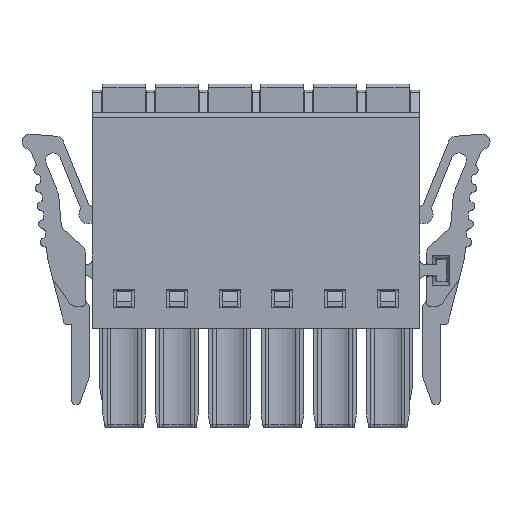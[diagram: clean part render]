
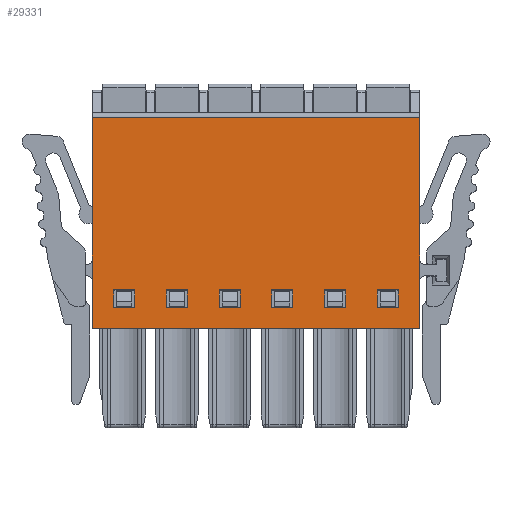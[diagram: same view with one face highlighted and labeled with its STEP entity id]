
A CAD part, front view. The second image highlights one B-rep face of the part: STEP entity #29331.
In plain terms, the highlighted planar face has unit normal (0, -1, 0).
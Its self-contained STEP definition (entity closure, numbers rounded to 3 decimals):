
#124=DIRECTION('',(0.,0.,-1.));
#125=VECTOR('',#124,14.);
#126=CARTESIAN_POINT('',(-2.1,-2.05,-0.3));
#127=LINE('',#126,#125);
#5278=DIRECTION('',(0.,0.,-1.));
#5279=VECTOR('',#5278,1.15);
#5280=CARTESIAN_POINT('',(16.8,-2.05,-11.75));
#5281=LINE('',#5280,#5279);
#5282=DIRECTION('',(1.,0.,0.));
#5283=VECTOR('',#5282,1.4);
#5284=CARTESIAN_POINT('',(16.8,-2.05,-12.9));
#5285=LINE('',#5284,#5283);
#5286=DIRECTION('',(0.,0.,-1.));
#5287=VECTOR('',#5286,1.15);
#5288=CARTESIAN_POINT('',(18.2,-2.05,-11.75));
#5289=LINE('',#5288,#5287);
#5290=DIRECTION('',(1.,0.,0.));
#5291=VECTOR('',#5290,1.4);
#5292=CARTESIAN_POINT('',(16.8,-2.05,-11.75));
#5293=LINE('',#5292,#5291);
#5294=DIRECTION('',(0.,0.,-1.));
#5295=VECTOR('',#5294,1.15);
#5296=CARTESIAN_POINT('',(13.3,-2.05,-11.75));
#5297=LINE('',#5296,#5295);
#5298=DIRECTION('',(1.,0.,0.));
#5299=VECTOR('',#5298,1.4);
#5300=CARTESIAN_POINT('',(13.3,-2.05,-12.9));
#5301=LINE('',#5300,#5299);
#5302=DIRECTION('',(0.,0.,-1.));
#5303=VECTOR('',#5302,1.15);
#5304=CARTESIAN_POINT('',(14.7,-2.05,-11.75));
#5305=LINE('',#5304,#5303);
#5306=DIRECTION('',(1.,0.,0.));
#5307=VECTOR('',#5306,1.4);
#5308=CARTESIAN_POINT('',(13.3,-2.05,-11.75));
#5309=LINE('',#5308,#5307);
#5310=DIRECTION('',(0.,0.,-1.));
#5311=VECTOR('',#5310,1.15);
#5312=CARTESIAN_POINT('',(9.8,-2.05,-11.75));
#5313=LINE('',#5312,#5311);
#5314=DIRECTION('',(1.,0.,0.));
#5315=VECTOR('',#5314,1.4);
#5316=CARTESIAN_POINT('',(9.8,-2.05,-12.9));
#5317=LINE('',#5316,#5315);
#5318=DIRECTION('',(0.,0.,-1.));
#5319=VECTOR('',#5318,1.15);
#5320=CARTESIAN_POINT('',(11.2,-2.05,-11.75));
#5321=LINE('',#5320,#5319);
#5322=DIRECTION('',(1.,0.,0.));
#5323=VECTOR('',#5322,1.4);
#5324=CARTESIAN_POINT('',(9.8,-2.05,-11.75));
#5325=LINE('',#5324,#5323);
#5326=DIRECTION('',(0.,0.,-1.));
#5327=VECTOR('',#5326,1.15);
#5328=CARTESIAN_POINT('',(6.3,-2.05,-11.75));
#5329=LINE('',#5328,#5327);
#5330=DIRECTION('',(1.,0.,0.));
#5331=VECTOR('',#5330,1.4);
#5332=CARTESIAN_POINT('',(6.3,-2.05,-12.9));
#5333=LINE('',#5332,#5331);
#5334=DIRECTION('',(0.,0.,-1.));
#5335=VECTOR('',#5334,1.15);
#5336=CARTESIAN_POINT('',(7.7,-2.05,-11.75));
#5337=LINE('',#5336,#5335);
#5338=DIRECTION('',(1.,0.,0.));
#5339=VECTOR('',#5338,1.4);
#5340=CARTESIAN_POINT('',(6.3,-2.05,-11.75));
#5341=LINE('',#5340,#5339);
#5342=DIRECTION('',(0.,0.,-1.));
#5343=VECTOR('',#5342,1.15);
#5344=CARTESIAN_POINT('',(2.8,-2.05,-11.75));
#5345=LINE('',#5344,#5343);
#5346=DIRECTION('',(1.,0.,0.));
#5347=VECTOR('',#5346,1.4);
#5348=CARTESIAN_POINT('',(2.8,-2.05,-12.9));
#5349=LINE('',#5348,#5347);
#5350=DIRECTION('',(0.,0.,-1.));
#5351=VECTOR('',#5350,1.15);
#5352=CARTESIAN_POINT('',(4.2,-2.05,-11.75));
#5353=LINE('',#5352,#5351);
#5354=DIRECTION('',(1.,0.,0.));
#5355=VECTOR('',#5354,1.4);
#5356=CARTESIAN_POINT('',(2.8,-2.05,-11.75));
#5357=LINE('',#5356,#5355);
#5358=DIRECTION('',(0.,0.,-1.));
#5359=VECTOR('',#5358,1.15);
#5360=CARTESIAN_POINT('',(-0.7,-2.05,-11.75));
#5361=LINE('',#5360,#5359);
#5362=DIRECTION('',(1.,0.,0.));
#5363=VECTOR('',#5362,1.4);
#5364=CARTESIAN_POINT('',(-0.7,-2.05,-12.9));
#5365=LINE('',#5364,#5363);
#5366=DIRECTION('',(0.,0.,-1.));
#5367=VECTOR('',#5366,1.15);
#5368=CARTESIAN_POINT('',(0.7,-2.05,-11.75));
#5369=LINE('',#5368,#5367);
#5370=DIRECTION('',(1.,0.,0.));
#5371=VECTOR('',#5370,1.4);
#5372=CARTESIAN_POINT('',(-0.7,-2.05,-11.75));
#5373=LINE('',#5372,#5371);
#7930=DIRECTION('',(1.,0.,0.));
#7931=VECTOR('',#7930,21.7);
#7932=CARTESIAN_POINT('',(-2.1,-2.05,-14.3));
#7933=LINE('',#7932,#7931);
#7950=DIRECTION('',(0.,0.,-1.));
#7951=VECTOR('',#7950,14.);
#7952=CARTESIAN_POINT('',(19.6,-2.05,-0.3));
#7953=LINE('',#7952,#7951);
#8038=DIRECTION('',(-1.,0.,0.));
#8039=VECTOR('',#8038,21.7);
#8040=CARTESIAN_POINT('',(19.6,-2.05,-0.3));
#8041=LINE('',#8040,#8039);
#16418=CARTESIAN_POINT('',(-0.7,-2.05,-11.75));
#16419=CARTESIAN_POINT('',(-0.7,-2.05,-12.9));
#16420=VERTEX_POINT('',#16418);
#16421=VERTEX_POINT('',#16419);
#16422=CARTESIAN_POINT('',(0.7,-2.05,-11.75));
#16423=CARTESIAN_POINT('',(0.7,-2.05,-12.9));
#16424=VERTEX_POINT('',#16422);
#16425=VERTEX_POINT('',#16423);
#16876=CARTESIAN_POINT('',(-2.1,-2.05,-0.3));
#16877=CARTESIAN_POINT('',(-2.1,-2.05,-14.3));
#16878=VERTEX_POINT('',#16876);
#16879=VERTEX_POINT('',#16877);
#16952=CARTESIAN_POINT('',(2.8,-2.05,-12.9));
#16954=VERTEX_POINT('',#16952);
#16972=CARTESIAN_POINT('',(4.2,-2.05,-12.9));
#16974=VERTEX_POINT('',#16972);
#17020=CARTESIAN_POINT('',(2.8,-2.05,-11.75));
#17021=VERTEX_POINT('',#17020);
#17022=CARTESIAN_POINT('',(4.2,-2.05,-11.75));
#17023=VERTEX_POINT('',#17022);
#17334=CARTESIAN_POINT('',(6.3,-2.05,-12.9));
#17336=VERTEX_POINT('',#17334);
#17354=CARTESIAN_POINT('',(7.7,-2.05,-12.9));
#17356=VERTEX_POINT('',#17354);
#17402=CARTESIAN_POINT('',(6.3,-2.05,-11.75));
#17403=VERTEX_POINT('',#17402);
#17404=CARTESIAN_POINT('',(7.7,-2.05,-11.75));
#17405=VERTEX_POINT('',#17404);
#17716=CARTESIAN_POINT('',(16.8,-2.05,-12.9));
#17718=VERTEX_POINT('',#17716);
#17736=CARTESIAN_POINT('',(18.2,-2.05,-12.9));
#17738=VERTEX_POINT('',#17736);
#17784=CARTESIAN_POINT('',(16.8,-2.05,-11.75));
#17785=VERTEX_POINT('',#17784);
#17786=CARTESIAN_POINT('',(18.2,-2.05,-11.75));
#17787=VERTEX_POINT('',#17786);
#18074=CARTESIAN_POINT('',(19.6,-2.05,-0.3));
#18075=CARTESIAN_POINT('',(19.6,-2.05,-14.3));
#18076=VERTEX_POINT('',#18074);
#18077=VERTEX_POINT('',#18075);
#19146=CARTESIAN_POINT('',(9.8,-2.05,-12.9));
#19148=VERTEX_POINT('',#19146);
#19166=CARTESIAN_POINT('',(11.2,-2.05,-12.9));
#19168=VERTEX_POINT('',#19166);
#19214=CARTESIAN_POINT('',(9.8,-2.05,-11.75));
#19215=VERTEX_POINT('',#19214);
#19216=CARTESIAN_POINT('',(11.2,-2.05,-11.75));
#19217=VERTEX_POINT('',#19216);
#19692=CARTESIAN_POINT('',(13.3,-2.05,-12.9));
#19694=VERTEX_POINT('',#19692);
#19712=CARTESIAN_POINT('',(14.7,-2.05,-12.9));
#19714=VERTEX_POINT('',#19712);
#19760=CARTESIAN_POINT('',(13.3,-2.05,-11.75));
#19761=VERTEX_POINT('',#19760);
#19762=CARTESIAN_POINT('',(14.7,-2.05,-11.75));
#19763=VERTEX_POINT('',#19762);
#29266=CARTESIAN_POINT('',(-1.75,-2.05,0.));
#29267=DIRECTION('',(0.,-1.,0.));
#29268=DIRECTION('',(0.,0.,-1.));
#29269=AXIS2_PLACEMENT_3D('',#29266,#29267,#29268);
#29270=PLANE('',#29269);
#29272=ORIENTED_EDGE('',*,*,#29271,.F.);
#29274=ORIENTED_EDGE('',*,*,#29273,.T.);
#29276=ORIENTED_EDGE('',*,*,#29275,.F.);
#29277=ORIENTED_EDGE('',*,*,#20894,.F.);
#29278=EDGE_LOOP('',(#29272,#29274,#29276,#29277));
#29279=FACE_OUTER_BOUND('',#29278,.F.);
#29280=ORIENTED_EDGE('',*,*,#21969,.T.);
#29282=ORIENTED_EDGE('',*,*,#29281,.T.);
#29283=ORIENTED_EDGE('',*,*,#22024,.F.);
#29284=ORIENTED_EDGE('',*,*,#24202,.F.);
#29285=EDGE_LOOP('',(#29280,#29282,#29283,#29284));
#29286=FACE_BOUND('',#29285,.F.);
#29288=ORIENTED_EDGE('',*,*,#29287,.T.);
#29290=ORIENTED_EDGE('',*,*,#29289,.T.);
#29292=ORIENTED_EDGE('',*,*,#29291,.F.);
#29294=ORIENTED_EDGE('',*,*,#29293,.F.);
#29295=EDGE_LOOP('',(#29288,#29290,#29292,#29294));
#29296=FACE_BOUND('',#29295,.F.);
#29298=ORIENTED_EDGE('',*,*,#29297,.T.);
#29300=ORIENTED_EDGE('',*,*,#29299,.T.);
#29302=ORIENTED_EDGE('',*,*,#29301,.F.);
#29304=ORIENTED_EDGE('',*,*,#29303,.F.);
#29305=EDGE_LOOP('',(#29298,#29300,#29302,#29304));
#29306=FACE_BOUND('',#29305,.F.);
#29308=ORIENTED_EDGE('',*,*,#29307,.T.);
#29310=ORIENTED_EDGE('',*,*,#29309,.T.);
#29312=ORIENTED_EDGE('',*,*,#29311,.F.);
#29314=ORIENTED_EDGE('',*,*,#29313,.F.);
#29315=EDGE_LOOP('',(#29308,#29310,#29312,#29314));
#29316=FACE_BOUND('',#29315,.F.);
#29317=ORIENTED_EDGE('',*,*,#29065,.T.);
#29318=ORIENTED_EDGE('',*,*,#29251,.T.);
#29319=ORIENTED_EDGE('',*,*,#28981,.F.);
#29320=ORIENTED_EDGE('',*,*,#28919,.F.);
#29321=EDGE_LOOP('',(#29317,#29318,#29319,#29320));
#29322=FACE_BOUND('',#29321,.F.);
#29323=ORIENTED_EDGE('',*,*,#21114,.T.);
#29325=ORIENTED_EDGE('',*,*,#29324,.T.);
#29326=ORIENTED_EDGE('',*,*,#22219,.F.);
#29328=ORIENTED_EDGE('',*,*,#29327,.F.);
#29329=EDGE_LOOP('',(#29323,#29325,#29326,#29328));
#29330=FACE_BOUND('',#29329,.F.);
#29331=ADVANCED_FACE('',(#29279,#29286,#29296,#29306,#29316,#29322,#29330),
#29270,.T.);
#20894=EDGE_CURVE('',#16878,#16879,#127,.T.);
#21114=EDGE_CURVE('',#17785,#17718,#5281,.T.);
#21969=EDGE_CURVE('',#19761,#19694,#5297,.T.);
#22024=EDGE_CURVE('',#19763,#19714,#5305,.T.);
#22219=EDGE_CURVE('',#17787,#17738,#5289,.T.);
#24202=EDGE_CURVE('',#19761,#19763,#5309,.T.);
#28919=EDGE_CURVE('',#16420,#16424,#5373,.T.);
#28981=EDGE_CURVE('',#16424,#16425,#5369,.T.);
#29065=EDGE_CURVE('',#16420,#16421,#5361,.T.);
#29251=EDGE_CURVE('',#16421,#16425,#5365,.T.);
#29271=EDGE_CURVE('',#18076,#16878,#8041,.T.);
#29273=EDGE_CURVE('',#18076,#18077,#7953,.T.);
#29275=EDGE_CURVE('',#16879,#18077,#7933,.T.);
#29281=EDGE_CURVE('',#19694,#19714,#5301,.T.);
#29287=EDGE_CURVE('',#19215,#19148,#5313,.T.);
#29289=EDGE_CURVE('',#19148,#19168,#5317,.T.);
#29291=EDGE_CURVE('',#19217,#19168,#5321,.T.);
#29293=EDGE_CURVE('',#19215,#19217,#5325,.T.);
#29297=EDGE_CURVE('',#17403,#17336,#5329,.T.);
#29299=EDGE_CURVE('',#17336,#17356,#5333,.T.);
#29301=EDGE_CURVE('',#17405,#17356,#5337,.T.);
#29303=EDGE_CURVE('',#17403,#17405,#5341,.T.);
#29307=EDGE_CURVE('',#17021,#16954,#5345,.T.);
#29309=EDGE_CURVE('',#16954,#16974,#5349,.T.);
#29311=EDGE_CURVE('',#17023,#16974,#5353,.T.);
#29313=EDGE_CURVE('',#17021,#17023,#5357,.T.);
#29324=EDGE_CURVE('',#17718,#17738,#5285,.T.);
#29327=EDGE_CURVE('',#17785,#17787,#5293,.T.);
